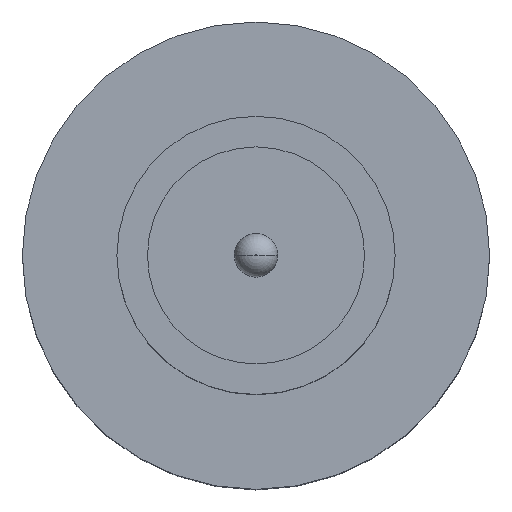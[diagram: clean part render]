
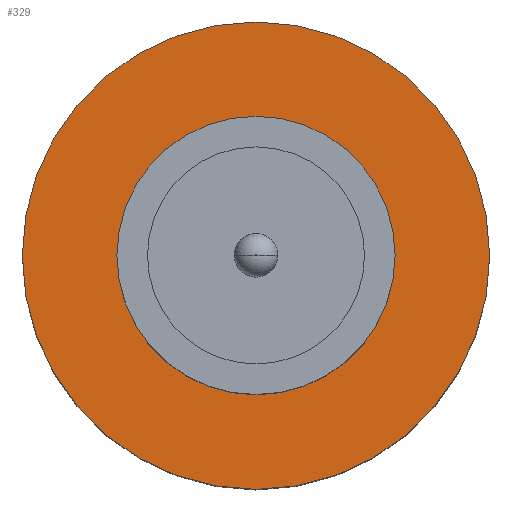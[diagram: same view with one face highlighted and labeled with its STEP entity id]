
A CAD part, top view. The second image highlights one B-rep face of the part: STEP entity #329.
In plain terms, the highlighted planar face has unit normal (0, 0, 1).
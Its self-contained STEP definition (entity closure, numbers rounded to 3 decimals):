
#29 = EDGE_CURVE ( 'NONE', #910, #358, #710, .T. ) ;
#51 = CARTESIAN_POINT ( 'NONE',  ( 1.25, 0., 1.55 ) ) ;
#54 = AXIS2_PLACEMENT_3D ( 'NONE', #928, #463, #1000 ) ;
#92 = DIRECTION ( 'NONE',  ( 0., 0., 1. ) ) ;
#105 = CARTESIAN_POINT ( 'NONE',  ( 0., 0., 1.55 ) ) ;
#129 = EDGE_CURVE ( 'NONE', #502, #557, #653, .T. ) ;
#173 = CARTESIAN_POINT ( 'NONE',  ( 0., 0., 1.55 ) ) ;
#214 = DIRECTION ( 'NONE',  ( 0., 0., 1. ) ) ;
#255 = DIRECTION ( 'NONE',  ( 1., 0., 0. ) ) ;
#329 = ADVANCED_FACE ( 'NONE', ( #558, #754 ), #858, .T. ) ;
#358 = VERTEX_POINT ( 'NONE', #788 ) ;
#374 = CARTESIAN_POINT ( 'NONE',  ( 0., 0., 1.55 ) ) ;
#385 = AXIS2_PLACEMENT_3D ( 'NONE', #374, #214, #987 ) ;
#391 = AXIS2_PLACEMENT_3D ( 'NONE', #460, #850, #765 ) ;
#426 = ORIENTED_EDGE ( 'NONE', *, *, #975, .F. ) ;
#460 = CARTESIAN_POINT ( 'NONE',  ( 0., 0., 1.55 ) ) ;
#463 = DIRECTION ( 'NONE',  ( 0., 0., 1. ) ) ;
#502 = VERTEX_POINT ( 'NONE', #518 ) ;
#518 = CARTESIAN_POINT ( 'NONE',  ( -1.25, 0., 1.55 ) ) ;
#557 = VERTEX_POINT ( 'NONE', #51 ) ;
#558 = FACE_BOUND ( 'NONE', #865, .T. ) ;
#560 = AXIS2_PLACEMENT_3D ( 'NONE', #105, #643, #255 ) ;
#573 = ORIENTED_EDGE ( 'NONE', *, *, #874, .T. ) ;
#643 = DIRECTION ( 'NONE',  ( 0., 0., 1. ) ) ;
#645 = CARTESIAN_POINT ( 'NONE',  ( 2.1, 0., 1.55 ) ) ;
#653 = CIRCLE ( 'NONE', #391, 1.25 ) ;
#705 = DIRECTION ( 'NONE',  ( 1., 0., 0. ) ) ;
#709 = CIRCLE ( 'NONE', #560, 1.25 ) ;
#710 = CIRCLE ( 'NONE', #385, 2.1 ) ;
#736 = AXIS2_PLACEMENT_3D ( 'NONE', #173, #92, #705 ) ;
#754 = FACE_OUTER_BOUND ( 'NONE', #973, .T. ) ;
#765 = DIRECTION ( 'NONE',  ( 1., 0., 0. ) ) ;
#788 = CARTESIAN_POINT ( 'NONE',  ( -2.1, 0., 1.55 ) ) ;
#850 = DIRECTION ( 'NONE',  ( 0., 0., 1. ) ) ;
#851 = CIRCLE ( 'NONE', #54, 2.1 ) ;
#858 = PLANE ( 'NONE',  #736 ) ;
#865 = EDGE_LOOP ( 'NONE', ( #426, #955 ) ) ;
#874 = EDGE_CURVE ( 'NONE', #358, #910, #851, .T. ) ;
#892 = ORIENTED_EDGE ( 'NONE', *, *, #29, .T. ) ;
#910 = VERTEX_POINT ( 'NONE', #645 ) ;
#928 = CARTESIAN_POINT ( 'NONE',  ( 0., 0., 1.55 ) ) ;
#955 = ORIENTED_EDGE ( 'NONE', *, *, #129, .F. ) ;
#973 = EDGE_LOOP ( 'NONE', ( #573, #892 ) ) ;
#975 = EDGE_CURVE ( 'NONE', #557, #502, #709, .T. ) ;
#987 = DIRECTION ( 'NONE',  ( 1., 0., 0. ) ) ;
#1000 = DIRECTION ( 'NONE',  ( 1., 0., 0. ) ) ;
